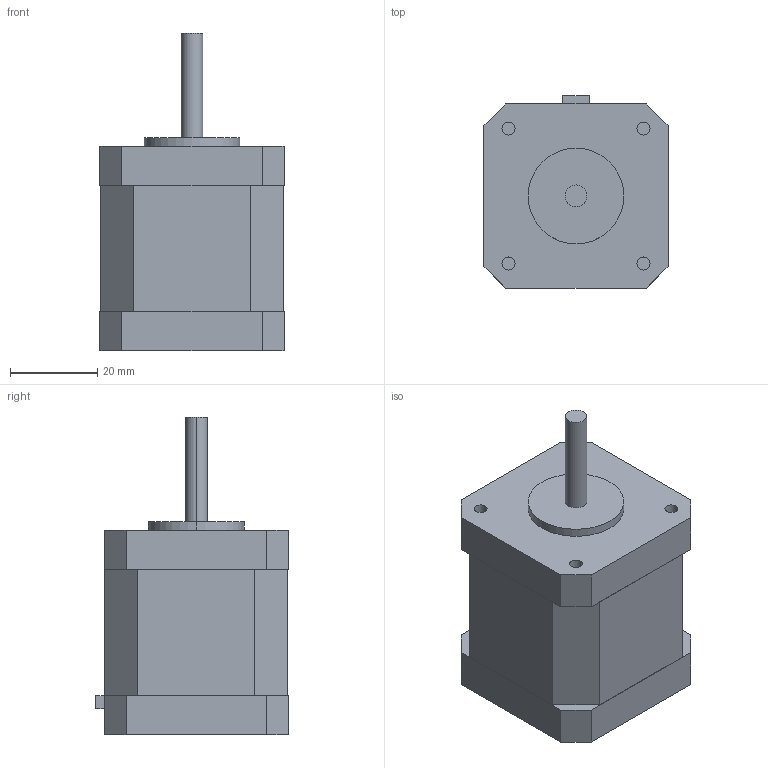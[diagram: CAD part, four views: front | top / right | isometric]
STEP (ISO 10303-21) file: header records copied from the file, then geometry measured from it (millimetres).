
FILE_DESCRIPTION(('STEP AP214'),'1');
FILE_NAME('1179-B2P-A.step','2014-03-27T10:19:23',(' '),(' '),'Spatial InterOp 3D',' ',' ');
FILE_SCHEMA(('automotive_design'));
Length unit declared in the file: metre
Products named in the file (1): 1
Bounding box: 42.3 x 44.3 x 73 mm (x, y, z)
Volume: 80472.2 mm3; surface area: 11565.9 mm2
Topology: 1 solids, 1 shells, 50 faces, 120 edges, 80 vertices
Faces by surface type: plane 38, cylinder 12
Entity records: 1873 total; most frequent: CARTESIAN_POINT 251, DIRECTION 246, ORIENTED_EDGE 240, EDGE_CURVE 120, LINE 96, VECTOR 96, VERTEX_POINT 80, AXIS2_PLACEMENT_3D 75
